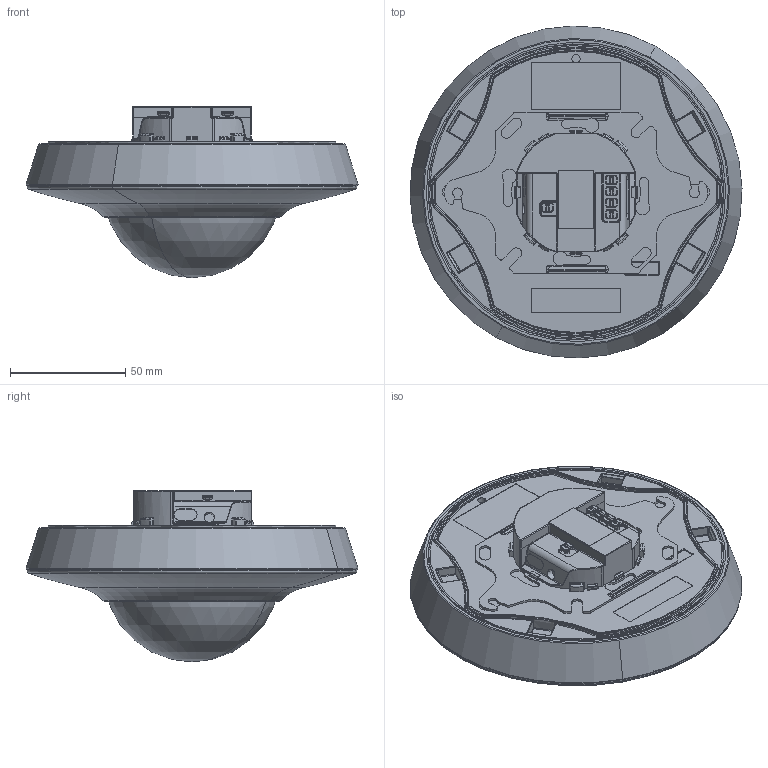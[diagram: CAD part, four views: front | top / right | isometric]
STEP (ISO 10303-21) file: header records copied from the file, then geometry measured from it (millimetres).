
FILE_DESCRIPTION((''),'2;1');
FILE_NAME('');
FILE_SCHEMA(('AUTOMOTIVE_DESIGN { 1 0 10303 214 1 1 1 1 }'));
Products named in the file (1): EM10055300
Bounding box: 144.16 x 144.16 x 74.4 mm (x, y, z)
Volume: 499352.7 mm3; surface area: 102566.9 mm2
Topology: 10 solids, 10 shells, 1182 faces, 2856 edges, 1646 vertices
Faces by surface type: cylinder 457, plane 240, torus 228, bspline 176, sphere 42, cone 24, extrusion 13, revolution 2
Entity records: 45810 total; most frequent: CARTESIAN_POINT 20912, ORIENTED_EDGE 5584, DIRECTION 4091, EDGE_CURVE 2792, AXIS2_PLACEMENT_3D 2103, VERTEX_POINT 1646, EDGE_LOOP 1212, CIRCLE 1189
